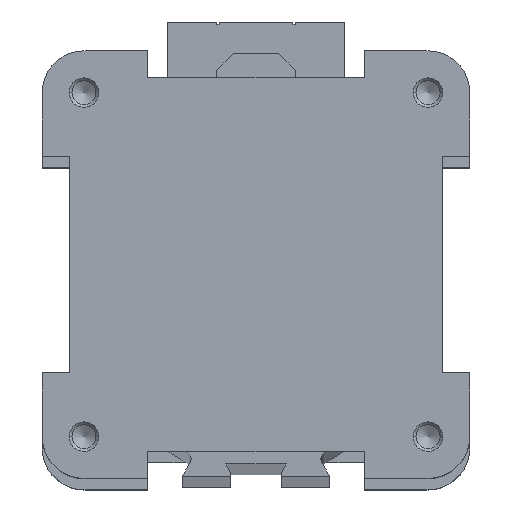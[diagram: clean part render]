
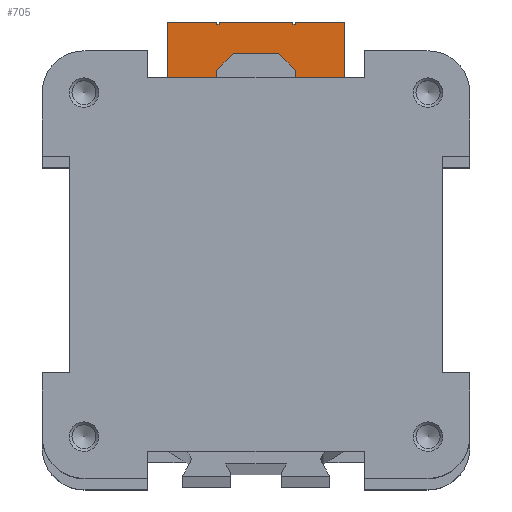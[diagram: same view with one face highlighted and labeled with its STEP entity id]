
A CAD part, top view. The second image highlights one B-rep face of the part: STEP entity #705.
In plain terms, the highlighted planar face has unit normal (0, 0, 1).
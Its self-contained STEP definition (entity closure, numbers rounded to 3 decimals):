
#705 = ADVANCED_FACE( '', ( #1419 ), #1420, .T. );
#1419 = FACE_OUTER_BOUND( '', #2112, .T. );
#1420 = PLANE( '', #2113 );
#2112 = EDGE_LOOP( '', ( #3913, #3914, #3915, #3916, #3917, #3918, #3919, #3920, #3921, #3922, #3923, #3924, #3925, #3926, #3927, #3928 ) );
#2113 = AXIS2_PLACEMENT_3D( '', #3929, #3930, #3931 );
#3913 = ORIENTED_EDGE( '', *, *, #4539, .T. );
#3914 = ORIENTED_EDGE( '', *, *, #4246, .T. );
#3915 = ORIENTED_EDGE( '', *, *, #4686, .T. );
#3916 = ORIENTED_EDGE( '', *, *, #4182, .T. );
#3917 = ORIENTED_EDGE( '', *, *, #4722, .T. );
#3918 = ORIENTED_EDGE( '', *, *, #4580, .T. );
#3919 = ORIENTED_EDGE( '', *, *, #4232, .T. );
#3920 = ORIENTED_EDGE( '', *, *, #4720, .T. );
#3921 = ORIENTED_EDGE( '', *, *, #4592, .T. );
#3922 = ORIENTED_EDGE( '', *, *, #4646, .T. );
#3923 = ORIENTED_EDGE( '', *, *, #4292, .T. );
#3924 = ORIENTED_EDGE( '', *, *, #4508, .T. );
#3925 = ORIENTED_EDGE( '', *, *, #4495, .T. );
#3926 = ORIENTED_EDGE( '', *, *, #4615, .T. );
#3927 = ORIENTED_EDGE( '', *, *, #4603, .T. );
#3928 = ORIENTED_EDGE( '', *, *, #4304, .T. );
#3929 = CARTESIAN_POINT( '', ( 0., 0., 600. ) );
#3930 = DIRECTION( '', ( 0., 0., 1. ) );
#3931 = DIRECTION( '', ( 1., 0., 0. ) );
#4182 = EDGE_CURVE( '', #5052, #5050, #5053, .T. );
#4232 = EDGE_CURVE( '', #5133, #5131, #5134, .T. );
#4246 = EDGE_CURVE( '', #5158, #5155, #5159, .T. );
#4292 = EDGE_CURVE( '', #5234, #5232, #5235, .T. );
#4304 = EDGE_CURVE( '', #5252, #5250, #5253, .T. );
#4495 = EDGE_CURVE( '', #5526, #5524, #5527, .T. );
#4508 = EDGE_CURVE( '', #5232, #5526, #5542, .T. );
#4539 = EDGE_CURVE( '', #5250, #5158, #5581, .T. );
#4580 = EDGE_CURVE( '', #5633, #5133, #5634, .T. );
#4592 = EDGE_CURVE( '', #5646, #5644, #5647, .T. );
#4603 = EDGE_CURVE( '', #5658, #5252, #5659, .T. );
#4615 = EDGE_CURVE( '', #5524, #5658, #5671, .T. );
#4646 = EDGE_CURVE( '', #5644, #5234, #5707, .T. );
#4686 = EDGE_CURVE( '', #5155, #5052, #5753, .T. );
#4720 = EDGE_CURVE( '', #5131, #5646, #5787, .T. );
#4722 = EDGE_CURVE( '', #5050, #5633, #5789, .T. );
#5050 = VERTEX_POINT( '', #6243 );
#5052 = VERTEX_POINT( '', #6246 );
#5053 = CIRCLE( '', #6247, 25. );
#5131 = VERTEX_POINT( '', #6351 );
#5133 = VERTEX_POINT( '', #6354 );
#5134 = LINE( '', #6355, #6356 );
#5155 = VERTEX_POINT( '', #6386 );
#5158 = VERTEX_POINT( '', #6390 );
#5159 = LINE( '', #6391, #6392 );
#5232 = VERTEX_POINT( '', #6500 );
#5234 = VERTEX_POINT( '', #6503 );
#5235 = LINE( '', #6504, #6505 );
#5250 = VERTEX_POINT( '', #6522 );
#5252 = VERTEX_POINT( '', #6525 );
#5253 = LINE( '', #6526, #6527 );
#5524 = VERTEX_POINT( '', #6911 );
#5526 = VERTEX_POINT( '', #6914 );
#5527 = LINE( '', #6915, #6916 );
#5542 = LINE( '', #6937, #6938 );
#5581 = LINE( '', #6991, #6992 );
#5633 = VERTEX_POINT( '', #7064 );
#5634 = LINE( '', #7065, #7066 );
#5644 = VERTEX_POINT( '', #7079 );
#5646 = VERTEX_POINT( '', #7082 );
#5647 = LINE( '', #7083, #7084 );
#5658 = VERTEX_POINT( '', #7100 );
#5659 = LINE( '', #7101, #7102 );
#5671 = LINE( '', #7116, #7117 );
#5707 = LINE( '', #7167, #7168 );
#5753 = LINE( '', #7232, #7233 );
#5787 = LINE( '', #7274, #7275 );
#5789 = LINE( '', #7277, #7278 );
#6243 = CARTESIAN_POINT( '', ( 4., 24.678, 600. ) );
#6246 = CARTESIAN_POINT( '', ( -4., 24.678, 600. ) );
#6247 = AXIS2_PLACEMENT_3D( '', #7490, #7491, #7492 );
#6351 = CARTESIAN_POINT( '', ( 18., 49.5, 600. ) );
#6354 = CARTESIAN_POINT( '', ( 18., 34., 600. ) );
#6355 = CARTESIAN_POINT( '', ( 18., 34., 600. ) );
#6356 = VECTOR( '', #7547, 1000. );
#6386 = CARTESIAN_POINT( '', ( -4., 34., 600. ) );
#6390 = CARTESIAN_POINT( '', ( -18., 34., 600. ) );
#6391 = CARTESIAN_POINT( '', ( -18., 34., 600. ) );
#6392 = VECTOR( '', #7558, 1000. );
#6500 = CARTESIAN_POINT( '', ( 7.5, 49.5, 600. ) );
#6503 = CARTESIAN_POINT( '', ( 7.5, 49., 600. ) );
#6504 = CARTESIAN_POINT( '', ( 7.5, 49., 600. ) );
#6505 = VECTOR( '', #7601, 1000. );
#6522 = CARTESIAN_POINT( '', ( -18., 49.5, 600. ) );
#6525 = CARTESIAN_POINT( '', ( -8., 49.5, 600. ) );
#6526 = CARTESIAN_POINT( '', ( -8., 49.5, 600. ) );
#6527 = VECTOR( '', #7617, 1000. );
#6911 = CARTESIAN_POINT( '', ( -7.5, 49., 600. ) );
#6914 = CARTESIAN_POINT( '', ( -7.5, 49.5, 600. ) );
#6915 = CARTESIAN_POINT( '', ( -7.5, 49.5, 600. ) );
#6916 = VECTOR( '', #7816, 1000. );
#6937 = CARTESIAN_POINT( '', ( 7.5, 49.5, 600. ) );
#6938 = VECTOR( '', #7826, 1000. );
#6991 = CARTESIAN_POINT( '', ( -18., 49.5, 600. ) );
#6992 = VECTOR( '', #7853, 1000. );
#7064 = CARTESIAN_POINT( '', ( 4., 34., 600. ) );
#7065 = CARTESIAN_POINT( '', ( -18., 34., 600. ) );
#7066 = VECTOR( '', #7886, 1000. );
#7079 = CARTESIAN_POINT( '', ( 8., 49., 600. ) );
#7082 = CARTESIAN_POINT( '', ( 8., 49.5, 600. ) );
#7083 = CARTESIAN_POINT( '', ( 8., 49.5, 600. ) );
#7084 = VECTOR( '', #7891, 1000. );
#7100 = CARTESIAN_POINT( '', ( -8., 49., 600. ) );
#7101 = CARTESIAN_POINT( '', ( -8., 49., 600. ) );
#7102 = VECTOR( '', #7897, 1000. );
#7116 = CARTESIAN_POINT( '', ( -7.5, 49., 600. ) );
#7117 = VECTOR( '', #7906, 1000. );
#7167 = CARTESIAN_POINT( '', ( 8., 49., 600. ) );
#7168 = VECTOR( '', #7924, 1000. );
#7232 = CARTESIAN_POINT( '', ( -4., 34., 600. ) );
#7233 = VECTOR( '', #7952, 1000. );
#7274 = CARTESIAN_POINT( '', ( 18., 49.5, 600. ) );
#7275 = VECTOR( '', #7966, 1000. );
#7277 = CARTESIAN_POINT( '', ( 4., 24.678, 600. ) );
#7278 = VECTOR( '', #7967, 1000. );
#7490 = CARTESIAN_POINT( '', ( 0., 0., 600. ) );
#7491 = DIRECTION( '', ( 0., 0., 1. ) );
#7492 = DIRECTION( '', ( 1., 0., 0. ) );
#7547 = DIRECTION( '', ( 0., 1., 0. ) );
#7558 = DIRECTION( '', ( 1., 0., 0. ) );
#7601 = DIRECTION( '', ( 0., 1., 0. ) );
#7617 = DIRECTION( '', ( -1., 0., 0. ) );
#7816 = DIRECTION( '', ( 0., -1., 0. ) );
#7826 = DIRECTION( '', ( -1., 0., 0. ) );
#7853 = DIRECTION( '', ( 0., -1., 0. ) );
#7886 = DIRECTION( '', ( 1., 0., 0. ) );
#7891 = DIRECTION( '', ( 0., -1., 0. ) );
#7897 = DIRECTION( '', ( 0., 1., 0. ) );
#7906 = DIRECTION( '', ( -1., 0., 0. ) );
#7924 = DIRECTION( '', ( -1., 0., 0. ) );
#7952 = DIRECTION( '', ( 0., -1., 0. ) );
#7966 = DIRECTION( '', ( -1., 0., 0. ) );
#7967 = DIRECTION( '', ( 0., 1., 0. ) );
